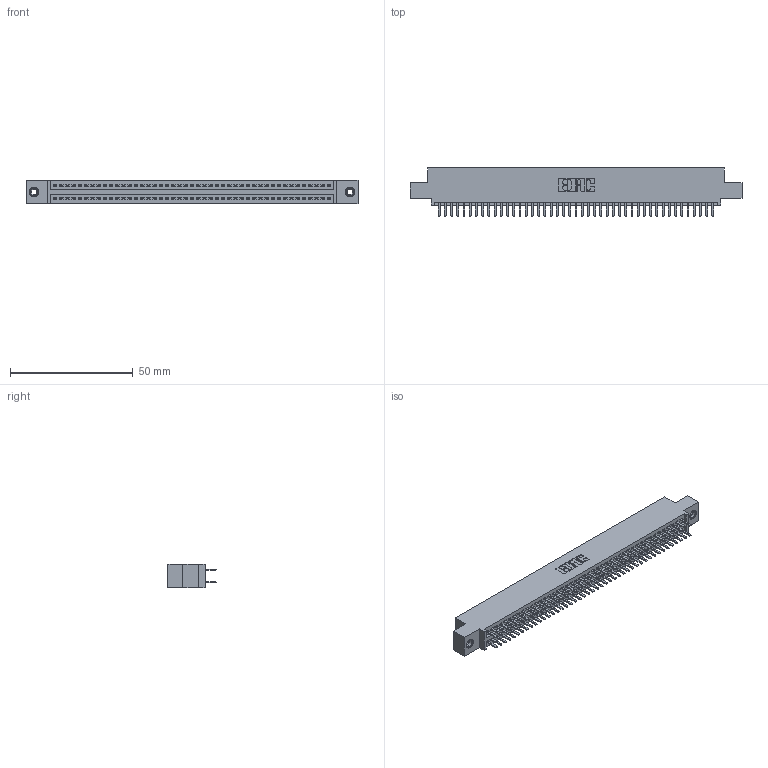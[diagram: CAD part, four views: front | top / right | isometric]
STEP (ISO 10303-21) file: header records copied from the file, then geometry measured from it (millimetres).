
FILE_DESCRIPTION (( 'STEP AP203' ), '1' );
FILE_NAME ('345-090-520-508.STEP', '2018-10-04T15:58:39', ( '' ), ( '' ), 'SwSTEP 2.0', 'SolidWorks 2016', '' );
FILE_SCHEMA (( 'CONFIG_CONTROL_DESIGN' ));
Length unit declared in the file: inch
Products named in the file (4): 345-250-001_345-250-003-102; 345 Part_0.110 Offset - 0.156 Dia-TI; 345-090-520-508; 345-292-001_345-293-120
Assembly tree (93 placements, depth 2):
  345-090-520-508
    345 Part_0.110 Offset - 0.156 Dia-TI
    345-292-001_345-293-120  x90
    345-250-001_345-250-003-102  x2
Bounding box: 135.51 x 19.68 x 9.4 mm (x, y, z)
Volume: 13071.9 mm3; surface area: 19402.7 mm2
Topology: 93 solids, 93 shells, 5050 faces, 14619 edges, 9498 vertices
Faces by surface type: plane 3266, cylinder 1768, cone 12, torus 4
Entity records: 36336 total; most frequent: CARTESIAN_POINT 6083, ORIENTED_EDGE 5998, DIRECTION 5373, EDGE_CURVE 2999, LINE 2663, VECTOR 2663, VERTEX_POINT 1992, AXIS2_PLACEMENT_3D 1355
